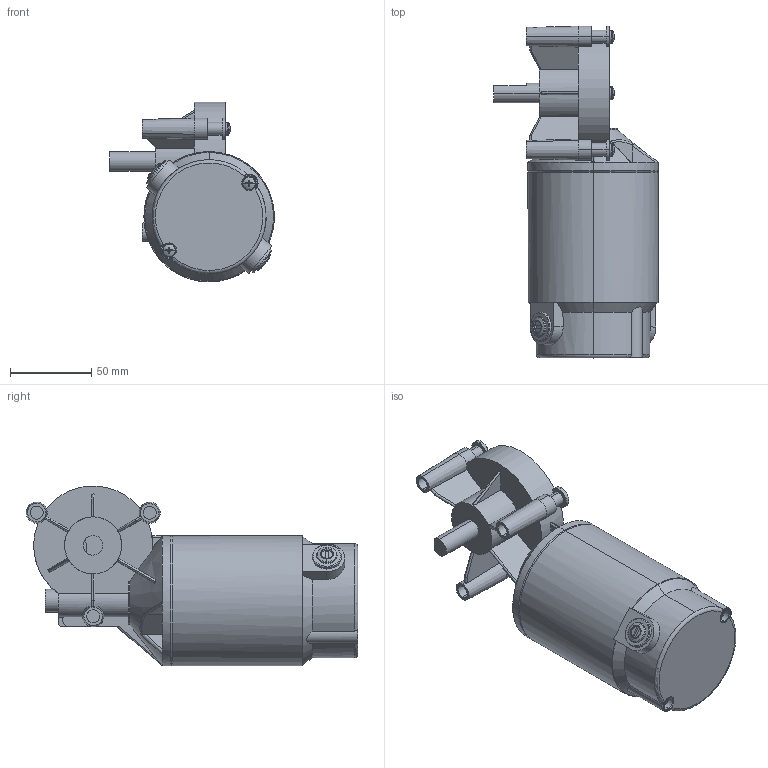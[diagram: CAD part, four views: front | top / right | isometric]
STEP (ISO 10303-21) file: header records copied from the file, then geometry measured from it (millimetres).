
FILE_DESCRIPTION (( 'STEP AP214' ), '1' );
FILE_NAME ('TLCM7152.STEP', '2017-06-13T06:24:38', ( 'Sky123.Org' ), ( 'Sky123.Org' ), 'SwSTEP 2.0', 'SolidWorks 2015', '' );
FILE_SCHEMA (( 'AUTOMOTIVE_DESIGN' ));
Length unit declared in the file: millimetre
Products named in the file (4): 12軸D卡-TLCM; pan cross head_am_B18.6.7M - M4 x 0.7 x 25 Type I Cross Recessed PHMS --25N; TLCM7152
Assembly tree (8 placements, depth 2):
  TLCM7152
    TLCM7152
    pan cross head_am_B18.6.7M - M4 x 0.7 x 25 Type I Cross Recessed PHMS --25N  x6
    12軸D卡-TLCM
Bounding box: 101 x 203.64 x 110.38 mm (x, y, z)
Volume: 749550.5 mm3; surface area: 76063.7 mm2
Topology: 8 solids, 8 shells, 387 faces, 927 edges, 576 vertices
Faces by surface type: plane 191, cylinder 127, torus 36, cone 15, sphere 12, bspline 6
Entity records: 9120 total; most frequent: CARTESIAN_POINT 2485, DIRECTION 1381, ORIENTED_EDGE 1350, EDGE_CURVE 675, AXIS2_PLACEMENT_3D 554, VERTEX_POINT 425, EDGE_LOOP 292, CIRCLE 277
